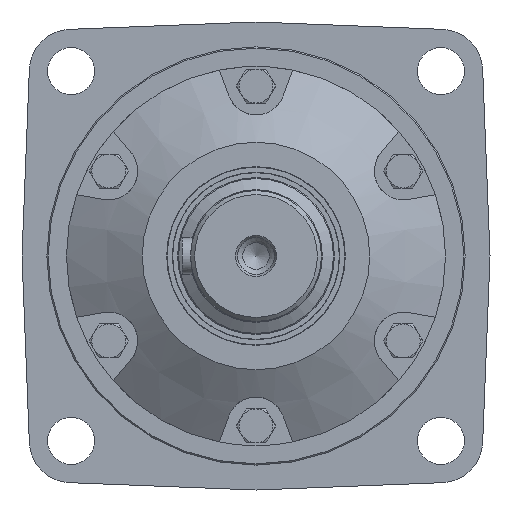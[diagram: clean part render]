
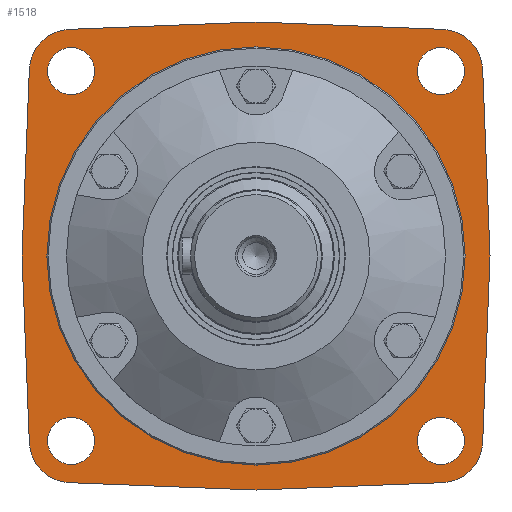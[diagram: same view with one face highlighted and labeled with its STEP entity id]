
A CAD part, left-side view. The second image highlights one B-rep face of the part: STEP entity #1518.
In plain terms, the highlighted planar face has unit normal (-1, 0, 0).
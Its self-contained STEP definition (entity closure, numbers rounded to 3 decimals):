
#1518 = ADVANCED_FACE( '', ( #3215, #3216, #3217, #3218, #3219, #3220 ), #3221, .T. );
#3215 = FACE_BOUND( '', #5001, .T. );
#3216 = FACE_BOUND( '', #5002, .T. );
#3217 = FACE_BOUND( '', #5003, .T. );
#3218 = FACE_BOUND( '', #5004, .T. );
#3219 = FACE_BOUND( '', #5005, .T. );
#3220 = FACE_OUTER_BOUND( '', #5006, .T. );
#3221 = PLANE( '', #5007 );
#5001 = EDGE_LOOP( '', ( #8839 ) );
#5002 = EDGE_LOOP( '', ( #8840 ) );
#5003 = EDGE_LOOP( '', ( #8841 ) );
#5004 = EDGE_LOOP( '', ( #8842 ) );
#5005 = EDGE_LOOP( '', ( #8843 ) );
#5006 = EDGE_LOOP( '', ( #8844, #8845, #8846, #8847, #8848, #8849, #8850, #8851, #8852, #8853, #8854, #8855 ) );
#5007 = AXIS2_PLACEMENT_3D( '', #8856, #8857, #8858 );
#8839 = ORIENTED_EDGE( '', *, *, #11223, .T. );
#8840 = ORIENTED_EDGE( '', *, *, #10370, .T. );
#8841 = ORIENTED_EDGE( '', *, *, #10910, .T. );
#8842 = ORIENTED_EDGE( '', *, *, #11154, .T. );
#8843 = ORIENTED_EDGE( '', *, *, #10474, .T. );
#8844 = ORIENTED_EDGE( '', *, *, #9949, .F. );
#8845 = ORIENTED_EDGE( '', *, *, #10530, .F. );
#8846 = ORIENTED_EDGE( '', *, *, #9831, .F. );
#8847 = ORIENTED_EDGE( '', *, *, #10932, .F. );
#8848 = ORIENTED_EDGE( '', *, *, #11064, .F. );
#8849 = ORIENTED_EDGE( '', *, *, #9813, .F. );
#8850 = ORIENTED_EDGE( '', *, *, #11224, .F. );
#8851 = ORIENTED_EDGE( '', *, *, #10906, .F. );
#8852 = ORIENTED_EDGE( '', *, *, #10597, .F. );
#8853 = ORIENTED_EDGE( '', *, *, #11225, .F. );
#8854 = ORIENTED_EDGE( '', *, *, #11226, .F. );
#8855 = ORIENTED_EDGE( '', *, *, #10449, .F. );
#8856 = CARTESIAN_POINT( '', ( 39., 86.24, 0. ) );
#8857 = DIRECTION( '', ( -1., 0., 0. ) );
#8858 = DIRECTION( '', ( 0., 0., 1. ) );
#9813 = EDGE_CURVE( '', #11568, #11569, #11570, .T. );
#9831 = EDGE_CURVE( '', #11599, #11600, #11601, .T. );
#9949 = EDGE_CURVE( '', #11794, #11795, #11796, .T. );
#10370 = EDGE_CURVE( '', #12490, #12490, #12491, .T. );
#10449 = EDGE_CURVE( '', #11795, #12617, #12618, .T. );
#10474 = EDGE_CURVE( '', #12653, #12653, #12654, .T. );
#10530 = EDGE_CURVE( '', #11600, #11794, #12730, .T. );
#10597 = EDGE_CURVE( '', #12827, #12828, #12829, .T. );
#10906 = EDGE_CURVE( '', #12828, #13255, #13256, .T. );
#10910 = EDGE_CURVE( '', #13260, #13260, #13261, .T. );
#10932 = EDGE_CURVE( '', #13290, #11599, #13291, .T. );
#11064 = EDGE_CURVE( '', #11569, #13290, #13454, .T. );
#11154 = EDGE_CURVE( '', #13554, #13554, #13555, .T. );
#11223 = EDGE_CURVE( '', #13634, #13634, #13635, .T. );
#11224 = EDGE_CURVE( '', #13255, #11568, #13636, .T. );
#11225 = EDGE_CURVE( '', #13637, #12827, #13638, .T. );
#11226 = EDGE_CURVE( '', #12617, #13637, #13639, .T. );
#11568 = VERTEX_POINT( '', #14122 );
#11569 = VERTEX_POINT( '', #14123 );
#11570 = LINE( '', #14124, #14125 );
#11599 = VERTEX_POINT( '', #14161 );
#11600 = VERTEX_POINT( '', #14162 );
#11601 = LINE( '', #14163, #14164 );
#11794 = VERTEX_POINT( '', #14457 );
#11795 = VERTEX_POINT( '', #14458 );
#11796 = LINE( '', #14459, #14460 );
#12490 = VERTEX_POINT( '', #15476 );
#12491 = CIRCLE( '', #15477, 9. );
#12617 = VERTEX_POINT( '', #15929 );
#12618 = LINE( '', #15930, #15931 );
#12653 = VERTEX_POINT( '', #15984 );
#12654 = CIRCLE( '', #15985, 9. );
#12730 = CIRCLE( '', #16131, 16. );
#12827 = VERTEX_POINT( '', #16374 );
#12828 = VERTEX_POINT( '', #16375 );
#12829 = LINE( '', #16376, #16377 );
#13255 = VERTEX_POINT( '', #17095 );
#13256 = CIRCLE( '', #17096, 16. );
#13260 = VERTEX_POINT( '', #17101 );
#13261 = CIRCLE( '', #17102, 9. );
#13290 = VERTEX_POINT( '', #17146 );
#13291 = LINE( '', #17147, #17148 );
#13454 = CIRCLE( '', #17446, 16. );
#13554 = VERTEX_POINT( '', #17621 );
#13555 = CIRCLE( '', #17622, 9. );
#13634 = VERTEX_POINT( '', #17753 );
#13635 = CIRCLE( '', #17754, 80. );
#13636 = LINE( '', #17755, #17756 );
#13637 = VERTEX_POINT( '', #17757 );
#13638 = LINE( '', #17758, #17759 );
#13639 = CIRCLE( '', #17760, 16. );
#14122 = CARTESIAN_POINT( '', ( 39., 0., -89.5 ) );
#14123 = CARTESIAN_POINT( '', ( 39., 71.338, -86.697 ) );
#14124 = CARTESIAN_POINT( '', ( 39., 0., -89.5 ) );
#14125 = VECTOR( '', #18145, 1000. );
#14161 = CARTESIAN_POINT( '', ( 39., 89.5, 0. ) );
#14162 = CARTESIAN_POINT( '', ( 39., 86.697, 71.338 ) );
#14163 = CARTESIAN_POINT( '', ( 39., 89.5, 0. ) );
#14164 = VECTOR( '', #18174, 1000. );
#14457 = CARTESIAN_POINT( '', ( 39., 71.338, 86.697 ) );
#14458 = CARTESIAN_POINT( '', ( 39., 0., 89.5 ) );
#14459 = CARTESIAN_POINT( '', ( 39., 71.338, 86.697 ) );
#14460 = VECTOR( '', #18329, 1000. );
#15476 = CARTESIAN_POINT( '', ( 39., -70.711, 61.711 ) );
#15477 = AXIS2_PLACEMENT_3D( '', #18892, #18893, #18894 );
#15929 = CARTESIAN_POINT( '', ( 39., -71.338, 86.697 ) );
#15930 = CARTESIAN_POINT( '', ( 39., 0., 89.5 ) );
#15931 = VECTOR( '', #18984, 1000. );
#15984 = CARTESIAN_POINT( '', ( 39., 70.711, -79.711 ) );
#15985 = AXIS2_PLACEMENT_3D( '', #19023, #19024, #19025 );
#16131 = AXIS2_PLACEMENT_3D( '', #19085, #19086, #19087 );
#16374 = CARTESIAN_POINT( '', ( 39., -89.5, 0. ) );
#16375 = CARTESIAN_POINT( '', ( 39., -86.697, -71.338 ) );
#16376 = CARTESIAN_POINT( '', ( 39., -89.5, 0. ) );
#16377 = VECTOR( '', #19152, 1000. );
#17095 = CARTESIAN_POINT( '', ( 39., -71.338, -86.697 ) );
#17096 = AXIS2_PLACEMENT_3D( '', #19475, #19476, #19477 );
#17101 = CARTESIAN_POINT( '', ( 39., 70.711, 61.711 ) );
#17102 = AXIS2_PLACEMENT_3D( '', #19479, #19480, #19481 );
#17146 = CARTESIAN_POINT( '', ( 39., 86.697, -71.338 ) );
#17147 = CARTESIAN_POINT( '', ( 39., 86.697, -71.338 ) );
#17148 = VECTOR( '', #19502, 1000. );
#17446 = AXIS2_PLACEMENT_3D( '', #19616, #19617, #19618 );
#17621 = CARTESIAN_POINT( '', ( 39., -70.711, -79.711 ) );
#17622 = AXIS2_PLACEMENT_3D( '', #19700, #19701, #19702 );
#17753 = CARTESIAN_POINT( '', ( 39., 0., -80. ) );
#17754 = AXIS2_PLACEMENT_3D( '', #19757, #19758, #19759 );
#17755 = CARTESIAN_POINT( '', ( 39., -71.338, -86.697 ) );
#17756 = VECTOR( '', #19760, 1000. );
#17757 = CARTESIAN_POINT( '', ( 39., -86.697, 71.338 ) );
#17758 = CARTESIAN_POINT( '', ( 39., -86.697, 71.338 ) );
#17759 = VECTOR( '', #19761, 1000. );
#17760 = AXIS2_PLACEMENT_3D( '', #19762, #19763, #19764 );
#18145 = DIRECTION( '', ( 0., 0.999, 0.039 ) );
#18174 = DIRECTION( '', ( 0., -0.039, 0.999 ) );
#18329 = DIRECTION( '', ( 0., -0.999, 0.039 ) );
#18892 = CARTESIAN_POINT( '', ( 39., -70.711, 70.711 ) );
#18893 = DIRECTION( '', ( 1., 0., 0. ) );
#18894 = DIRECTION( '', ( 0., 0., -1. ) );
#18984 = DIRECTION( '', ( 0., -0.999, -0.039 ) );
#19023 = CARTESIAN_POINT( '', ( 39., 70.711, -70.711 ) );
#19024 = DIRECTION( '', ( 1., 0., 0. ) );
#19025 = DIRECTION( '', ( 0., 0., -1. ) );
#19085 = CARTESIAN_POINT( '', ( 39., 70.709, 70.709 ) );
#19086 = DIRECTION( '', ( 1., 0., 0. ) );
#19087 = DIRECTION( '', ( 0., 0., -1. ) );
#19152 = DIRECTION( '', ( 0., 0.039, -0.999 ) );
#19475 = CARTESIAN_POINT( '', ( 39., -70.709, -70.709 ) );
#19476 = DIRECTION( '', ( 1., 0., 0. ) );
#19477 = DIRECTION( '', ( 0., 0., -1. ) );
#19479 = CARTESIAN_POINT( '', ( 39., 70.711, 70.711 ) );
#19480 = DIRECTION( '', ( 1., 0., 0. ) );
#19481 = DIRECTION( '', ( 0., 0., -1. ) );
#19502 = DIRECTION( '', ( 0., 0.039, 0.999 ) );
#19616 = CARTESIAN_POINT( '', ( 39., 70.709, -70.709 ) );
#19617 = DIRECTION( '', ( 1., 0., 0. ) );
#19618 = DIRECTION( '', ( 0., 0., -1. ) );
#19700 = CARTESIAN_POINT( '', ( 39., -70.711, -70.711 ) );
#19701 = DIRECTION( '', ( 1., 0., 0. ) );
#19702 = DIRECTION( '', ( 0., 0., -1. ) );
#19757 = CARTESIAN_POINT( '', ( 39., 0., 0. ) );
#19758 = DIRECTION( '', ( 1., 0., 0. ) );
#19759 = DIRECTION( '', ( 0., 0., -1. ) );
#19760 = DIRECTION( '', ( 0., 0.999, -0.039 ) );
#19761 = DIRECTION( '', ( 0., -0.039, -0.999 ) );
#19762 = CARTESIAN_POINT( '', ( 39., -70.709, 70.709 ) );
#19763 = DIRECTION( '', ( 1., 0., 0. ) );
#19764 = DIRECTION( '', ( 0., 0., -1. ) );
